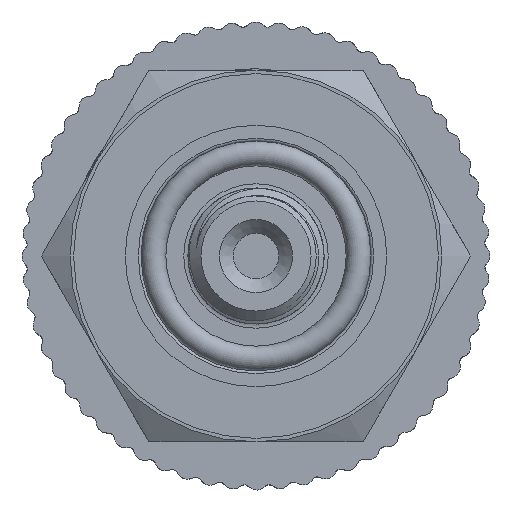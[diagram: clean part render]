
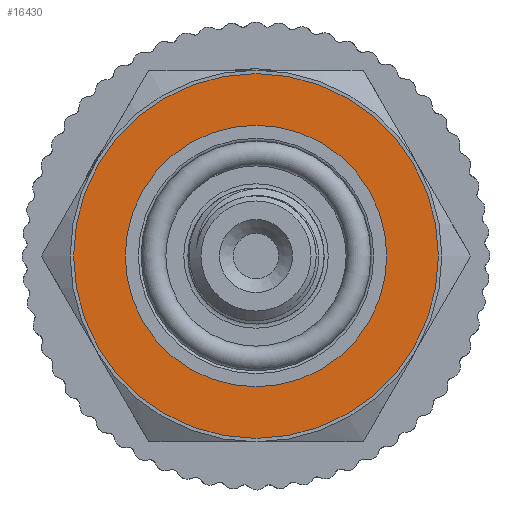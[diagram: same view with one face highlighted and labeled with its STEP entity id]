
A CAD part, left-side view. The second image highlights one B-rep face of the part: STEP entity #16430.
In plain terms, the highlighted planar face has unit normal (-1, 0, 0).
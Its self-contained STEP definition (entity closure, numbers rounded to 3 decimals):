
#166=PLANE('',#17327);
#867=FACE_BOUND('',#2231,.T.);
#1291=FACE_OUTER_BOUND('',#2230,.T.);
#2230=EDGE_LOOP('',(#12639));
#2231=EDGE_LOOP('',(#12640));
#2975=CIRCLE('',#17311,13.25);
#2984=CIRCLE('',#17326,9.5);
#7170=VERTEX_POINT('',#38466);
#7180=VERTEX_POINT('',#39961);
#9170=EDGE_CURVE('',#7170,#7170,#2975,.T.);
#9190=EDGE_CURVE('',#7180,#7180,#2984,.T.);
#12639=ORIENTED_EDGE('',*,*,#9170,.T.);
#12640=ORIENTED_EDGE('',*,*,#9190,.T.);
#16430=ADVANCED_FACE('',(#1291,#867),#166,.T.);
#17311=AXIS2_PLACEMENT_3D('',#38467,#18733,#18734);
#17326=AXIS2_PLACEMENT_3D('',#39962,#18766,#18767);
#17327=AXIS2_PLACEMENT_3D('',#39964,#18769,#18770);
#18733=DIRECTION('center_axis',(-1.,0.,0.));
#18734=DIRECTION('ref_axis',(0.,1.,0.));
#18766=DIRECTION('center_axis',(1.,0.,0.));
#18767=DIRECTION('ref_axis',(0.,0.,-1.));
#18769=DIRECTION('center_axis',(-1.,0.,0.));
#18770=DIRECTION('ref_axis',(0.,0.,1.));
#38466=CARTESIAN_POINT('',(-48.,-13.25,0.));
#38467=CARTESIAN_POINT('Origin',(-48.,0.,0.));
#39961=CARTESIAN_POINT('',(-48.,-9.5,0.));
#39962=CARTESIAN_POINT('Origin',(-48.,0.,0.));
#39964=CARTESIAN_POINT('Origin',(-48.,13.5,0.));
